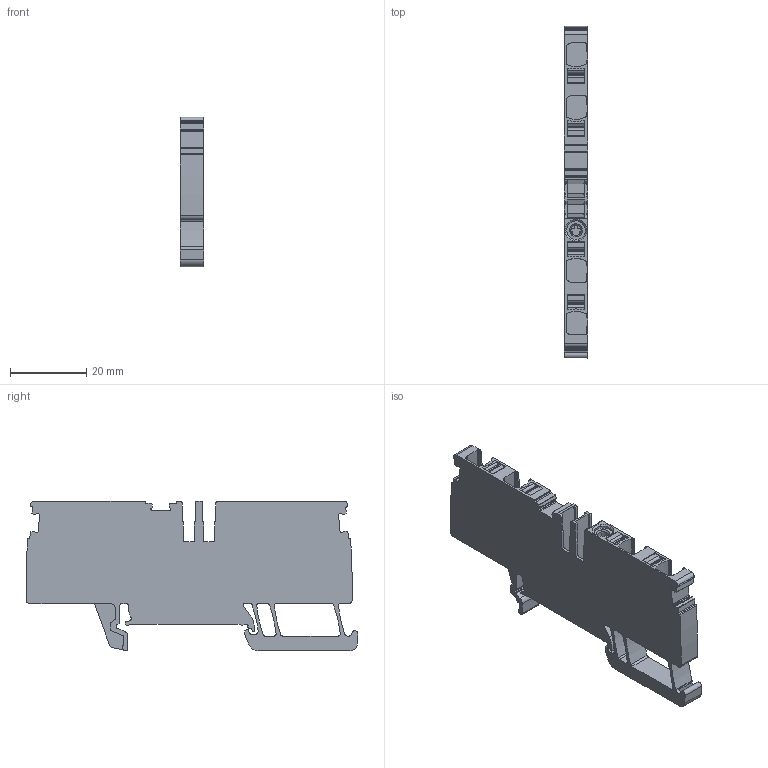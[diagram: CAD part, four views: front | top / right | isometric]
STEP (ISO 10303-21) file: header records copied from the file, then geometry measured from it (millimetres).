
FILE_DESCRIPTION(('CATIA V5 STEP Exchange','CAx-IF Rec.Pracs.--- Model Styling and Organization---1.5--- 2016-08-15','CAx-IF Rec.Pracs.---Supplemental Geometry---1.0---2011-11-01','CAx-IF Rec.Pracs.--- Composite Materials ---1.1---2010-07-15'),'2;1');
FILE_NAME ('8384838_3', '2024-05-29T04:18:50+00:00', ('none'), ('Weidmueller'), 'CATIA Version 5-6 Release 2022 SP4 HF5', 'CATIA V5 STEP AP214 v3', 'none');
FILE_SCHEMA(('AUTOMOTIVE_DESIGN { 1 0 10303 214 1 1 1 1 }'));
Length unit declared in the file: millimetre
Products named in the file (1): 2051670000_A4C_4_LTGY
Bounding box: 6.1 x 87.29 x 39.4 mm (x, y, z)
Volume: 13900.3 mm3; surface area: 8964.8 mm2
Topology: 1 solids, 1 shells, 518 faces, 1526 edges, 1018 vertices
Faces by surface type: plane 241, cylinder 235, extrusion 38, cone 4
Entity records: 17742 total; most frequent: CARTESIAN_POINT 3971, ORIENTED_EDGE 3052, DIRECTION 2217, EDGE_CURVE 1526, VERTEX_POINT 1018, VECTOR 1005, LINE 967, AXIS2_PLACEMENT_3D 835
